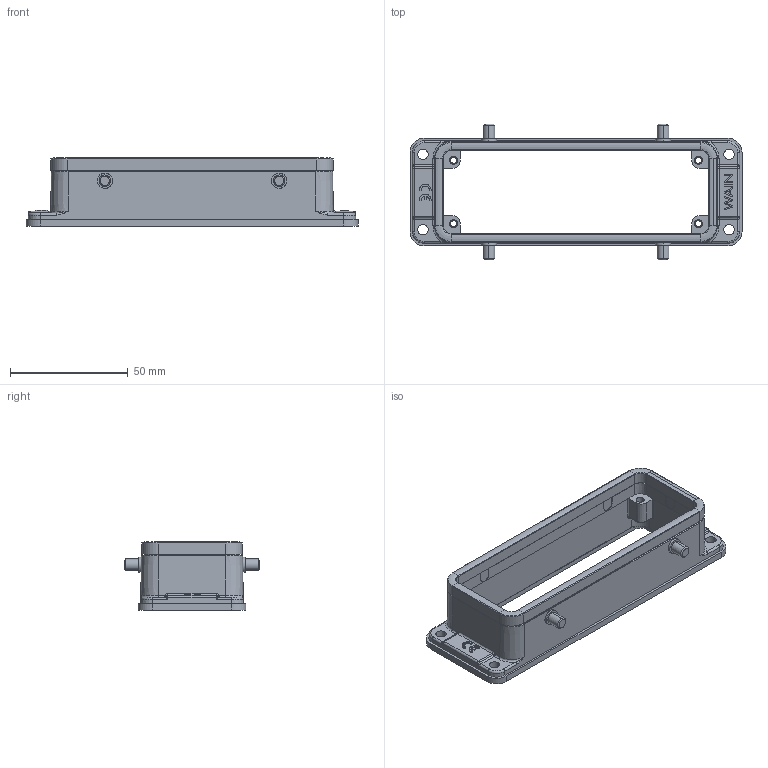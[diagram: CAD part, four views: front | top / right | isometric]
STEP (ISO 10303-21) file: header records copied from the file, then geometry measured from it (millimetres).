
FILE_DESCRIPTION(/* description */ (''),/* implementation_level */ '2;1');
FILE_NAME(/* name */ '3D_1240243301001_HV24B-BK-4B_V1.1.STP',/* time_stamp */ '2024-01-16T16:25:37+08:00',/* author */ (''),/* organization */ (''),/* preprocessor_version */ 'ST-DEVELOPER v18.1',/* originating_system */ 'SIEMENS PLM Software NX 1980',/* authorisation */ '');
FILE_SCHEMA (('AUTOMOTIVE_DESIGN { 1 0 10303 214 3 1 1 1 }'));
Length unit declared in the file: millimetre
Products named in the file (1): 14590B245578cfd0
Bounding box: 141 x 57.72 x 29 mm (x, y, z)
Volume: 40435.9 mm3; surface area: 28099.3 mm2
Topology: 7 solids, 7 shells, 471 faces, 1137 edges, 695 vertices
Faces by surface type: plane 180, cylinder 178, torus 56, cone 32, bspline 16, sphere 8, extrusion 1
Entity records: 14192 total; most frequent: CARTESIAN_POINT 3510, ORIENTED_EDGE 2258, DIRECTION 2148, EDGE_CURVE 1129, AXIS2_PLACEMENT_3D 811, VERTEX_POINT 695, VECTOR 526, LINE 525
